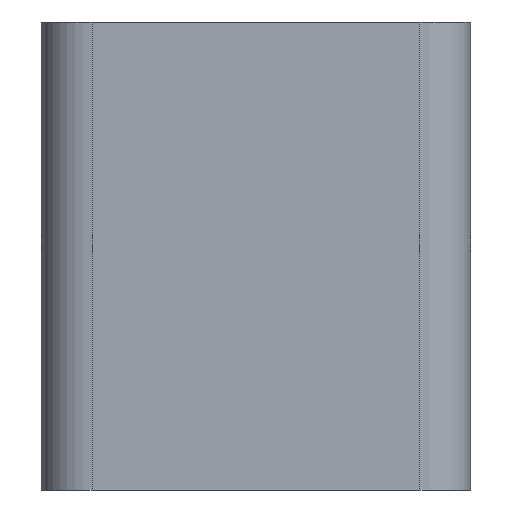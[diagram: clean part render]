
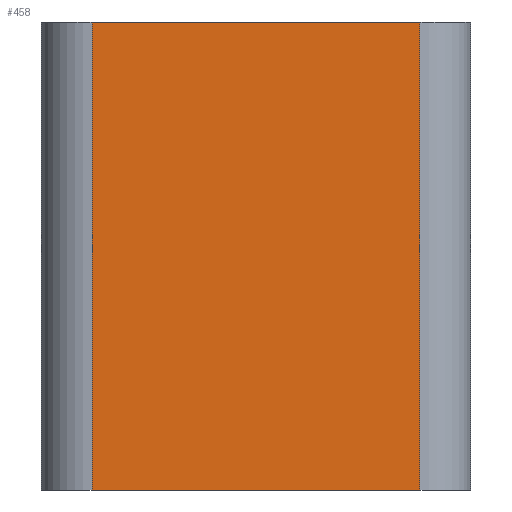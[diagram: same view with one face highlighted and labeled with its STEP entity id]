
A CAD part, left-side view. The second image highlights one B-rep face of the part: STEP entity #458.
In plain terms, the highlighted planar face has unit normal (-1, 0, 0).
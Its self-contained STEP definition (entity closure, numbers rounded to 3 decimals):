
#42=DIRECTION('',(0.,1.,0.));
#43=VECTOR('',#42,33.6);
#44=CARTESIAN_POINT('',(-31.5,2.6,24.));
#45=LINE('',#44,#43);
#54=DIRECTION('',(0.,0.,1.));
#55=VECTOR('',#54,48.);
#56=CARTESIAN_POINT('',(-31.5,2.6,-24.));
#57=LINE('',#56,#55);
#96=DIRECTION('',(0.,-1.,0.));
#97=VECTOR('',#96,33.6);
#98=CARTESIAN_POINT('',(-31.5,36.2,-24.));
#99=LINE('',#98,#97);
#117=DIRECTION('',(0.,0.,1.));
#118=VECTOR('',#117,48.);
#119=CARTESIAN_POINT('',(-31.5,36.2,-24.));
#120=LINE('',#119,#118);
#305=CARTESIAN_POINT('',(-31.5,2.6,-24.));
#306=CARTESIAN_POINT('',(-31.5,2.6,24.));
#307=VERTEX_POINT('',#305);
#308=VERTEX_POINT('',#306);
#361=CARTESIAN_POINT('',(-31.5,36.2,-24.));
#362=VERTEX_POINT('',#361);
#365=CARTESIAN_POINT('',(-31.5,36.2,24.));
#366=VERTEX_POINT('',#365);
#444=CARTESIAN_POINT('',(-31.5,-2.6,-12.595));
#445=DIRECTION('',(-1.,0.,0.));
#446=DIRECTION('',(0.,0.,1.));
#447=AXIS2_PLACEMENT_3D('',#444,#445,#446);
#448=PLANE('',#447);
#449=ORIENTED_EDGE('',*,*,#434,.F.);
#451=ORIENTED_EDGE('',*,*,#450,.F.);
#453=ORIENTED_EDGE('',*,*,#452,.F.);
#455=ORIENTED_EDGE('',*,*,#454,.T.);
#456=EDGE_LOOP('',(#449,#451,#453,#455));
#457=FACE_OUTER_BOUND('',#456,.F.);
#434=EDGE_CURVE('',#308,#366,#45,.T.);
#450=EDGE_CURVE('',#307,#308,#57,.T.);
#452=EDGE_CURVE('',#362,#307,#99,.T.);
#454=EDGE_CURVE('',#362,#366,#120,.T.);
#458=ADVANCED_FACE('',(#457),#448,.T.);
